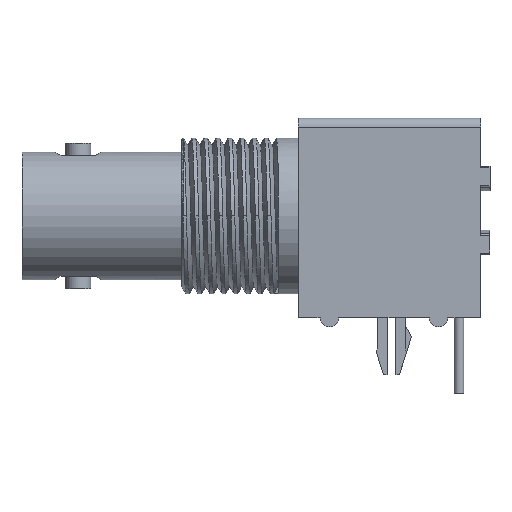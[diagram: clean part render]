
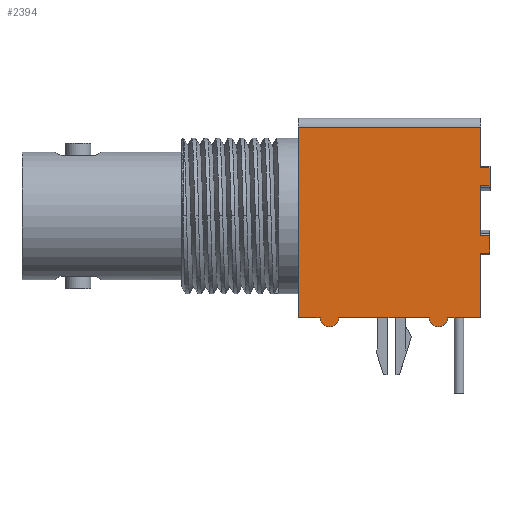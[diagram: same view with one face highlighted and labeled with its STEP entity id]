
A CAD part, left-side view. The second image highlights one B-rep face of the part: STEP entity #2394.
In plain terms, the highlighted planar face has unit normal (-1, 0, 0).
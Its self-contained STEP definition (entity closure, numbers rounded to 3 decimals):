
#118=PLANE('',#2611);
#280=FACE_OUTER_BOUND('',#443,.T.);
#443=EDGE_LOOP('',(#1841,#1842,#1843,#1844,#1845,#1846,#1847,#1848,#1849,
#1850,#1851,#1852,#1853,#1854,#1855,#1856));
#593=LINE('',#4189,#808);
#599=LINE('',#4207,#814);
#600=LINE('',#4210,#815);
#603=LINE('',#4220,#818);
#604=LINE('',#4222,#819);
#605=LINE('',#4224,#820);
#606=LINE('',#4225,#821);
#607=LINE('',#4227,#822);
#608=LINE('',#4229,#823);
#609=LINE('',#4231,#824);
#610=LINE('',#4233,#825);
#611=LINE('',#4237,#826);
#612=LINE('',#4241,#827);
#613=LINE('',#4242,#828);
#808=VECTOR('',#2986,10.);
#814=VECTOR('',#3002,10.);
#815=VECTOR('',#3005,1000.);
#818=VECTOR('',#3014,1000.);
#819=VECTOR('',#3015,10.);
#820=VECTOR('',#3016,1000.);
#821=VECTOR('',#3017,10.);
#822=VECTOR('',#3018,1000.);
#823=VECTOR('',#3019,1000.);
#824=VECTOR('',#3020,1000.);
#825=VECTOR('',#3021,1000.);
#826=VECTOR('',#3024,1000.);
#827=VECTOR('',#3027,1000.);
#828=VECTOR('',#3028,1000.);
#1018=CIRCLE('',#2612,0.7);
#1019=CIRCLE('',#2613,0.7);
#1148=VERTEX_POINT('',#4186);
#1149=VERTEX_POINT('',#4188);
#1153=VERTEX_POINT('',#4200);
#1156=VERTEX_POINT('',#4205);
#1157=VERTEX_POINT('',#4209);
#1161=VERTEX_POINT('',#4219);
#1162=VERTEX_POINT('',#4221);
#1163=VERTEX_POINT('',#4223);
#1164=VERTEX_POINT('',#4226);
#1165=VERTEX_POINT('',#4228);
#1166=VERTEX_POINT('',#4230);
#1167=VERTEX_POINT('',#4232);
#1168=VERTEX_POINT('',#4234);
#1169=VERTEX_POINT('',#4236);
#1170=VERTEX_POINT('',#4238);
#1171=VERTEX_POINT('',#4240);
#1406=EDGE_CURVE('',#1148,#1149,#593,.T.);
#1415=EDGE_CURVE('',#1156,#1153,#599,.T.);
#1416=EDGE_CURVE('',#1153,#1157,#600,.T.);
#1421=EDGE_CURVE('',#1161,#1148,#603,.T.);
#1422=EDGE_CURVE('',#1162,#1161,#604,.T.);
#1423=EDGE_CURVE('',#1162,#1163,#605,.T.);
#1424=EDGE_CURVE('',#1157,#1163,#606,.T.);
#1425=EDGE_CURVE('',#1156,#1164,#607,.T.);
#1426=EDGE_CURVE('',#1164,#1165,#608,.T.);
#1427=EDGE_CURVE('',#1165,#1166,#609,.T.);
#1428=EDGE_CURVE('',#1166,#1167,#610,.T.);
#1429=EDGE_CURVE('',#1167,#1168,#1018,.T.);
#1430=EDGE_CURVE('',#1168,#1169,#611,.T.);
#1431=EDGE_CURVE('',#1169,#1170,#1019,.T.);
#1432=EDGE_CURVE('',#1170,#1171,#612,.T.);
#1433=EDGE_CURVE('',#1171,#1149,#613,.T.);
#1841=ORIENTED_EDGE('',*,*,#1406,.F.);
#1842=ORIENTED_EDGE('',*,*,#1421,.F.);
#1843=ORIENTED_EDGE('',*,*,#1422,.F.);
#1844=ORIENTED_EDGE('',*,*,#1423,.T.);
#1845=ORIENTED_EDGE('',*,*,#1424,.F.);
#1846=ORIENTED_EDGE('',*,*,#1416,.F.);
#1847=ORIENTED_EDGE('',*,*,#1415,.F.);
#1848=ORIENTED_EDGE('',*,*,#1425,.T.);
#1849=ORIENTED_EDGE('',*,*,#1426,.T.);
#1850=ORIENTED_EDGE('',*,*,#1427,.T.);
#1851=ORIENTED_EDGE('',*,*,#1428,.T.);
#1852=ORIENTED_EDGE('',*,*,#1429,.T.);
#1853=ORIENTED_EDGE('',*,*,#1430,.T.);
#1854=ORIENTED_EDGE('',*,*,#1431,.T.);
#1855=ORIENTED_EDGE('',*,*,#1432,.T.);
#1856=ORIENTED_EDGE('',*,*,#1433,.T.);
#2394=ADVANCED_FACE('',(#280),#118,.F.);
#2611=AXIS2_PLACEMENT_3D('',#4218,#3012,#3013);
#2612=AXIS2_PLACEMENT_3D('',#4235,#3022,#3023);
#2613=AXIS2_PLACEMENT_3D('',#4239,#3025,#3026);
#2986=DIRECTION('',(0.,1.,0.));
#3002=DIRECTION('',(0.,-1.,0.));
#3005=DIRECTION('',(0.,0.,-1.));
#3012=DIRECTION('center_axis',(1.,0.,0.));
#3013=DIRECTION('ref_axis',(0.,1.,0.));
#3014=DIRECTION('',(0.,0.,-1.));
#3015=DIRECTION('',(0.,-1.,0.));
#3016=DIRECTION('',(0.,0.,1.));
#3017=DIRECTION('',(0.,1.,0.));
#3018=DIRECTION('',(0.,0.,1.));
#3019=DIRECTION('',(0.,1.,0.));
#3020=DIRECTION('',(0.,0.,-1.));
#3021=DIRECTION('',(0.,-1.,0.));
#3022=DIRECTION('center_axis',(-1.,0.,0.));
#3023=DIRECTION('ref_axis',(0.,1.,0.));
#3024=DIRECTION('',(0.,-1.,0.));
#3025=DIRECTION('center_axis',(-1.,0.,0.));
#3026=DIRECTION('ref_axis',(0.,1.,0.));
#3027=DIRECTION('',(0.,-1.,0.));
#3028=DIRECTION('',(0.,0.,1.));
#4186=CARTESIAN_POINT('',(-7.38,-2.38,5.639));
#4188=CARTESIAN_POINT('',(-7.38,-1.68,5.639));
#4189=CARTESIAN_POINT('',(-7.38,4.83,5.639));
#4200=CARTESIAN_POINT('',(-7.38,-2.38,12.041));
#4205=CARTESIAN_POINT('',(-7.38,-1.68,12.041));
#4207=CARTESIAN_POINT('',(-7.38,4.83,12.041));
#4209=CARTESIAN_POINT('',(-7.38,-2.38,10.695));
#4210=CARTESIAN_POINT('',(-7.38,-2.38,11.29));
#4218=CARTESIAN_POINT('Origin',(-7.38,12.04,3.29));
#4219=CARTESIAN_POINT('',(-7.38,-2.38,6.985));
#4220=CARTESIAN_POINT('',(-7.38,-2.38,7.79));
#4221=CARTESIAN_POINT('',(-7.38,-1.68,6.985));
#4222=CARTESIAN_POINT('',(-7.38,4.83,6.985));
#4223=CARTESIAN_POINT('',(-7.38,-1.68,10.695));
#4224=CARTESIAN_POINT('',(-7.38,-1.68,15.79));
#4225=CARTESIAN_POINT('',(-7.38,4.83,10.695));
#4226=CARTESIAN_POINT('',(-7.38,-1.68,15.09));
#4227=CARTESIAN_POINT('',(-7.38,-1.68,15.79));
#4228=CARTESIAN_POINT('',(-7.38,12.04,15.09));
#4229=CARTESIAN_POINT('',(-7.38,12.04,15.09));
#4230=CARTESIAN_POINT('',(-7.38,12.04,0.79));
#4231=CARTESIAN_POINT('',(-7.38,12.04,3.29));
#4232=CARTESIAN_POINT('',(-7.38,10.39,0.79));
#4233=CARTESIAN_POINT('',(-7.38,-1.68,0.79));
#4234=CARTESIAN_POINT('',(-7.38,8.99,0.79));
#4235=CARTESIAN_POINT('Origin',(-7.38,9.69,0.79));
#4236=CARTESIAN_POINT('',(-7.38,2.19,0.79));
#4237=CARTESIAN_POINT('',(-7.38,-1.68,0.79));
#4238=CARTESIAN_POINT('',(-7.38,0.79,0.79));
#4239=CARTESIAN_POINT('Origin',(-7.38,1.49,0.79));
#4240=CARTESIAN_POINT('',(-7.38,-1.68,0.79));
#4241=CARTESIAN_POINT('',(-7.38,-1.68,0.79));
#4242=CARTESIAN_POINT('',(-7.38,-1.68,15.79));
